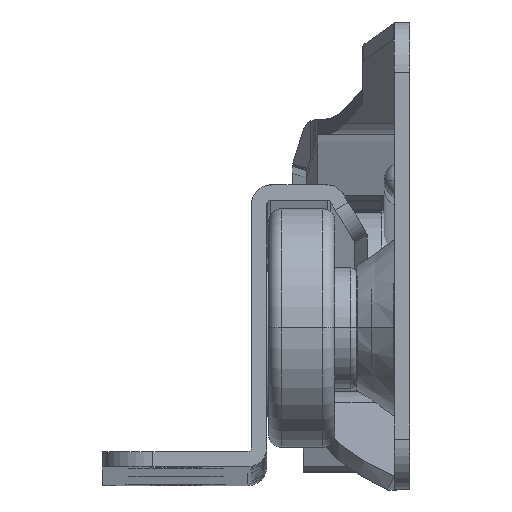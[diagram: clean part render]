
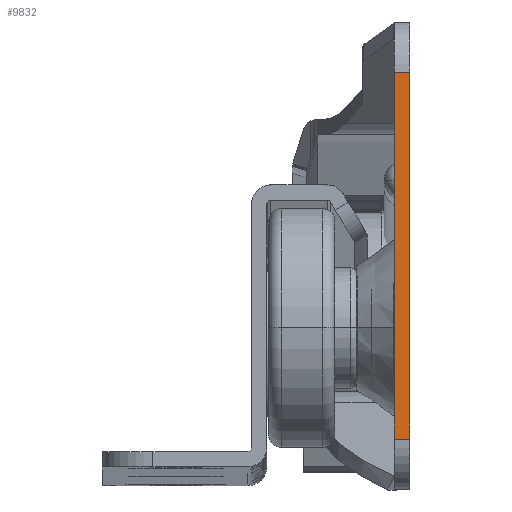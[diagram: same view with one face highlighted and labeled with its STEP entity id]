
A CAD part, top view. The second image highlights one B-rep face of the part: STEP entity #9832.
In plain terms, the highlighted planar face has unit normal (0, 0, 1).
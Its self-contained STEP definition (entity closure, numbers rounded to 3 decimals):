
#122 = LINE ( 'NONE', #4503, #8729 ) ;
#477 = ORIENTED_EDGE ( 'NONE', *, *, #10378, .T. ) ;
#1278 = EDGE_CURVE ( 'NONE', #3088, #12320, #13901, .T. ) ;
#1472 = CARTESIAN_POINT ( 'NONE',  ( -1.2, -14., 0. ) ) ;
#2299 = DIRECTION ( 'NONE',  ( 0., -1., 0. ) ) ;
#2828 = CARTESIAN_POINT ( 'NONE',  ( 0., -18., 0. ) ) ;
#3088 = VERTEX_POINT ( 'NONE', #12330 ) ;
#3173 = DIRECTION ( 'NONE',  ( 0., 0., 1. ) ) ;
#3454 = AXIS2_PLACEMENT_3D ( 'NONE', #4329, #3173, #5335 ) ;
#3783 = VERTEX_POINT ( 'NONE', #1472 ) ;
#4329 = CARTESIAN_POINT ( 'NONE',  ( -1.2, -18., 0. ) ) ;
#4503 = CARTESIAN_POINT ( 'NONE',  ( -1.2, -14., 0. ) ) ;
#4929 = FACE_OUTER_BOUND ( 'NONE', #12489, .T. ) ;
#5041 = DIRECTION ( 'NONE',  ( -1., 0., 0. ) ) ;
#5189 = VECTOR ( 'NONE', #5041, 1000. ) ;
#5335 = DIRECTION ( 'NONE',  ( 1., 0., 0. ) ) ;
#6665 = EDGE_CURVE ( 'NONE', #3088, #7109, #12663, .T. ) ;
#7109 = VERTEX_POINT ( 'NONE', #9247 ) ;
#7409 = LINE ( 'NONE', #11775, #11690 ) ;
#7473 = ORIENTED_EDGE ( 'NONE', *, *, #1278, .F. ) ;
#7667 = DIRECTION ( 'NONE',  ( 1., 0., 0. ) ) ;
#8365 = DIRECTION ( 'NONE',  ( 0., -1., 0. ) ) ;
#8729 = VECTOR ( 'NONE', #7667, 1000. ) ;
#9247 = CARTESIAN_POINT ( 'NONE',  ( -1.2, 15., 0. ) ) ;
#9306 = PLANE ( 'NONE',  #3454 ) ;
#9832 = ADVANCED_FACE ( 'NONE', ( #4929 ), #9306, .T. ) ;
#10378 = EDGE_CURVE ( 'NONE', #7109, #3783, #7409, .T. ) ;
#10853 = EDGE_CURVE ( 'NONE', #3783, #12320, #122, .T. ) ;
#11472 = VECTOR ( 'NONE', #8365, 1000. ) ;
#11481 = CARTESIAN_POINT ( 'NONE',  ( 0., -14., 0. ) ) ;
#11561 = CARTESIAN_POINT ( 'NONE',  ( -1.2, 15., 0. ) ) ;
#11690 = VECTOR ( 'NONE', #2299, 1000. ) ;
#11775 = CARTESIAN_POINT ( 'NONE',  ( -1.2, -18., 0. ) ) ;
#12248 = ORIENTED_EDGE ( 'NONE', *, *, #6665, .T. ) ;
#12320 = VERTEX_POINT ( 'NONE', #11481 ) ;
#12330 = CARTESIAN_POINT ( 'NONE',  ( 0., 15., 0. ) ) ;
#12489 = EDGE_LOOP ( 'NONE', ( #477, #12706, #7473, #12248 ) ) ;
#12663 = LINE ( 'NONE', #11561, #5189 ) ;
#12706 = ORIENTED_EDGE ( 'NONE', *, *, #10853, .T. ) ;
#13901 = LINE ( 'NONE', #2828, #11472 ) ;
